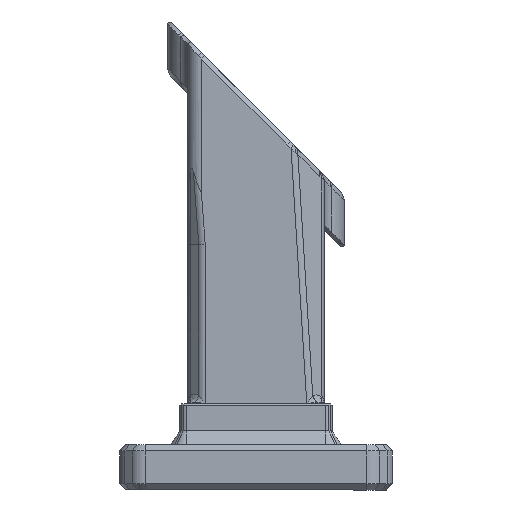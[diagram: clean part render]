
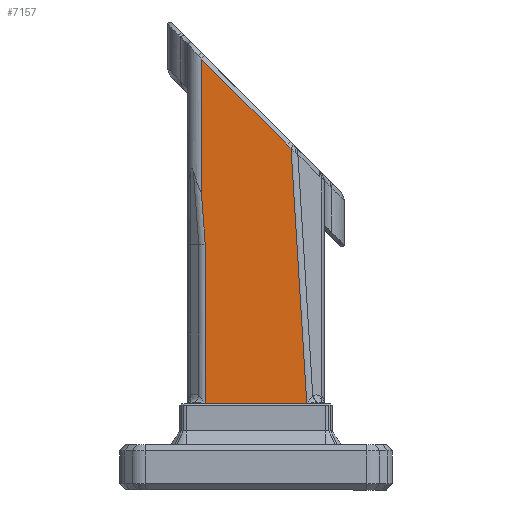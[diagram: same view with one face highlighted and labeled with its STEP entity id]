
A CAD part, left-side view. The second image highlights one B-rep face of the part: STEP entity #7157.
In plain terms, the highlighted planar face has unit normal (-1, 0, 0).
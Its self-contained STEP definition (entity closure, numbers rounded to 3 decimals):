
#107=B_SPLINE_CURVE_WITH_KNOTS('',3,(#10882,#10883,#10884,#10885,#10886,
#10887,#10888),.UNSPECIFIED.,.F.,.F.,(4,1,1,1,4),(0.,0.006,
0.013,0.039,0.091),.UNSPECIFIED.);
#108=B_SPLINE_CURVE_WITH_KNOTS('',3,(#10890,#10891,#10892,#10893),
 .UNSPECIFIED.,.F.,.F.,(4,4),(0.,0.01),
 .UNSPECIFIED.);
#109=B_SPLINE_CURVE_WITH_KNOTS('',3,(#10895,#10896,#10897,#10898,#10899,
#10900,#10901,#10902,#10903,#10904,#10905,#10906,#10907),.UNSPECIFIED.,
 .F.,.F.,(4,2,1,1,1,1,1,1,1,4),(-0.001,0.,0.038,
0.077,0.115,0.153,0.173,
0.182,0.187,0.192),.UNSPECIFIED.);
#110=B_SPLINE_CURVE_WITH_KNOTS('',3,(#10911,#10912,#10913,#10914),
 .UNSPECIFIED.,.F.,.F.,(4,4),(-1.571,-1.203),
 .UNSPECIFIED.);
#111=B_SPLINE_CURVE_WITH_KNOTS('',3,(#10924,#10925,#10926,#10927,#10928,
#10929,#10930,#10931,#10932,#10933,#10934,#10935,#10936),.UNSPECIFIED.,
 .F.,.F.,(4,1,1,1,1,1,1,1,2,4),(0.,0.005,0.01,
0.02,0.041,0.082,0.123,
0.164,0.205,0.206),.UNSPECIFIED.);
#112=B_SPLINE_CURVE_WITH_KNOTS('',3,(#10937,#10938,#10939,#10940,#10941,
#10942,#10943,#10944,#10945,#10946),.UNSPECIFIED.,.F.,.F.,(4,1,1,1,1,1,
1,4),(0.063,0.088,0.113,0.125,
0.138,0.144,0.147,0.15),
 .UNSPECIFIED.);
#1037=FACE_OUTER_BOUND('',#1476,.T.);
#1476=EDGE_LOOP('',(#5323,#5324,#5325,#5326,#5327,#5328,#5329,#5330,#5331,
#5332,#5333,#5334,#5335,#5336));
#1989=LINE('',#10867,#2531);
#1991=LINE('',#10874,#2533);
#1993=LINE('',#10880,#2535);
#1994=LINE('',#10909,#2536);
#1995=LINE('',#10916,#2537);
#1996=LINE('',#10918,#2538);
#1997=LINE('',#10920,#2539);
#1998=LINE('',#10922,#2540);
#2531=VECTOR('',#8842,10.);
#2533=VECTOR('',#8852,10.);
#2535=VECTOR('',#8858,10.);
#2536=VECTOR('',#8859,10.);
#2537=VECTOR('',#8860,10.);
#2538=VECTOR('',#8861,3.);
#2539=VECTOR('',#8862,10.);
#2540=VECTOR('',#8863,10.);
#3054=VERTEX_POINT('',#10859);
#3056=VERTEX_POINT('',#10865);
#3057=VERTEX_POINT('',#10873);
#3059=VERTEX_POINT('',#10879);
#3060=VERTEX_POINT('',#10881);
#3061=VERTEX_POINT('',#10889);
#3062=VERTEX_POINT('',#10894);
#3063=VERTEX_POINT('',#10908);
#3064=VERTEX_POINT('',#10910);
#3065=VERTEX_POINT('',#10915);
#3066=VERTEX_POINT('',#10917);
#3067=VERTEX_POINT('',#10919);
#3068=VERTEX_POINT('',#10921);
#3069=VERTEX_POINT('',#10923);
#3886=EDGE_CURVE('',#3056,#3054,#1989,.T.);
#3890=EDGE_CURVE('',#3054,#3057,#1991,.T.);
#3893=EDGE_CURVE('',#3059,#3056,#1993,.T.);
#3894=EDGE_CURVE('',#3060,#3059,#107,.T.);
#3895=EDGE_CURVE('',#3061,#3060,#108,.T.);
#3896=EDGE_CURVE('',#3062,#3061,#109,.T.);
#3897=EDGE_CURVE('',#3063,#3062,#1994,.T.);
#3898=EDGE_CURVE('',#3064,#3063,#110,.T.);
#3899=EDGE_CURVE('',#3065,#3064,#1995,.T.);
#3900=EDGE_CURVE('',#3066,#3065,#1996,.T.);
#3901=EDGE_CURVE('',#3067,#3066,#1997,.T.);
#3902=EDGE_CURVE('',#3068,#3067,#1998,.T.);
#3903=EDGE_CURVE('',#3069,#3068,#111,.T.);
#3904=EDGE_CURVE('',#3057,#3069,#112,.T.);
#5323=ORIENTED_EDGE('',*,*,#3886,.F.);
#5324=ORIENTED_EDGE('',*,*,#3893,.F.);
#5325=ORIENTED_EDGE('',*,*,#3894,.F.);
#5326=ORIENTED_EDGE('',*,*,#3895,.F.);
#5327=ORIENTED_EDGE('',*,*,#3896,.F.);
#5328=ORIENTED_EDGE('',*,*,#3897,.F.);
#5329=ORIENTED_EDGE('',*,*,#3898,.F.);
#5330=ORIENTED_EDGE('',*,*,#3899,.F.);
#5331=ORIENTED_EDGE('',*,*,#3900,.F.);
#5332=ORIENTED_EDGE('',*,*,#3901,.F.);
#5333=ORIENTED_EDGE('',*,*,#3902,.F.);
#5334=ORIENTED_EDGE('',*,*,#3903,.F.);
#5335=ORIENTED_EDGE('',*,*,#3904,.F.);
#5336=ORIENTED_EDGE('',*,*,#3890,.F.);
#6924=PLANE('',#7728);
#7157=ADVANCED_FACE('',(#1037),#6924,.T.);
#7728=AXIS2_PLACEMENT_3D('',#10878,#8856,#8857);
#8842=DIRECTION('',(0.,1.,0.));
#8852=DIRECTION('',(0.,0.,1.));
#8856=DIRECTION('center_axis',(-1.,0.,0.));
#8857=DIRECTION('ref_axis',(0.,-1.,0.));
#8858=DIRECTION('',(0.,0.,-1.));
#8859=DIRECTION('',(0.,-0.062,-0.998));
#8860=DIRECTION('',(0.,-0.707,-0.707));
#8861=DIRECTION('',(0.,0.,1.));
#8862=DIRECTION('',(0.,0.074,0.997));
#8863=DIRECTION('',(0.,0.,1.));
#10859=CARTESIAN_POINT('',(-75.941,-63.361,-3.096));
#10865=CARTESIAN_POINT('',(-75.941,-91.361,-3.096));
#10867=CARTESIAN_POINT('',(-75.941,-84.861,-3.096));
#10873=CARTESIAN_POINT('',(-75.941,-63.361,5.375));
#10874=CARTESIAN_POINT('',(-75.941,-63.361,86.304));
#10878=CARTESIAN_POINT('Origin',(-75.941,-92.361,86.304));
#10879=CARTESIAN_POINT('',(-75.941,-91.361,5.347));
#10880=CARTESIAN_POINT('',(-75.941,-91.361,86.304));
#10881=CARTESIAN_POINT('',(-75.941,-90.51,5.662));
#10882=CARTESIAN_POINT('Ctrl Pts',(-75.941,-90.51,
5.662));
#10883=CARTESIAN_POINT('Ctrl Pts',(-75.941,-90.53,
5.655));
#10884=CARTESIAN_POINT('Ctrl Pts',(-75.941,-90.57,
5.639));
#10885=CARTESIAN_POINT('Ctrl Pts',(-75.941,-90.691,
5.591));
#10886=CARTESIAN_POINT('Ctrl Pts',(-75.941,-90.951,
5.485));
#10887=CARTESIAN_POINT('Ctrl Pts',(-75.941,-91.196,5.398));
#10888=CARTESIAN_POINT('Ctrl Pts',(-75.941,-91.361,
5.347));
#10889=CARTESIAN_POINT('',(-75.941,-90.414,5.698));
#10890=CARTESIAN_POINT('Ctrl Pts',(-75.941,-90.414,
5.698));
#10891=CARTESIAN_POINT('Ctrl Pts',(-75.941,-90.446,
5.686));
#10892=CARTESIAN_POINT('Ctrl Pts',(-75.941,-90.478,
5.674));
#10893=CARTESIAN_POINT('Ctrl Pts',(-75.941,-90.51,
5.662));
#10894=CARTESIAN_POINT('',(-75.941,-88.53,6.104));
#10895=CARTESIAN_POINT('Ctrl Pts',(-75.941,-88.53,
6.104));
#10896=CARTESIAN_POINT('Ctrl Pts',(-75.941,-88.533,
6.103));
#10897=CARTESIAN_POINT('Ctrl Pts',(-75.941,-88.537,
6.102));
#10898=CARTESIAN_POINT('Ctrl Pts',(-75.941,-88.667,
6.079));
#10899=CARTESIAN_POINT('Ctrl Pts',(-75.941,-88.918,
6.034));
#10900=CARTESIAN_POINT('Ctrl Pts',(-75.941,-89.295,5.963));
#10901=CARTESIAN_POINT('Ctrl Pts',(-75.941,-89.671,
5.889));
#10902=CARTESIAN_POINT('Ctrl Pts',(-75.941,-89.984,
5.82));
#10903=CARTESIAN_POINT('Ctrl Pts',(-75.941,-90.201,
5.764));
#10904=CARTESIAN_POINT('Ctrl Pts',(-75.941,-90.308,
5.733));
#10905=CARTESIAN_POINT('Ctrl Pts',(-75.941,-90.369,
5.714));
#10906=CARTESIAN_POINT('Ctrl Pts',(-75.941,-90.399,
5.703));
#10907=CARTESIAN_POINT('Ctrl Pts',(-75.941,-90.414,
5.698));
#10908=CARTESIAN_POINT('',(-75.941,-85.066,62.198));
#10909=CARTESIAN_POINT('',(-75.941,-83.606,85.848));
#10910=CARTESIAN_POINT('',(-75.941,-84.267,62.983));
#10911=CARTESIAN_POINT('Ctrl Pts',(-75.941,-84.267,
62.983));
#10912=CARTESIAN_POINT('Ctrl Pts',(-75.941,-84.529,62.721));
#10913=CARTESIAN_POINT('Ctrl Pts',(-75.941,-84.787,
62.458));
#10914=CARTESIAN_POINT('Ctrl Pts',(-75.941,-85.066,
62.198));
#10915=CARTESIAN_POINT('',(-75.941,-65.361,81.889));
#10916=CARTESIAN_POINT('',(-75.941,-84.154,63.097));
#10917=CARTESIAN_POINT('',(-75.941,-65.361,52.334));
#10918=CARTESIAN_POINT('',(-75.941,-65.361,86.304));
#10919=CARTESIAN_POINT('',(-75.941,-66.189,41.156));
#10920=CARTESIAN_POINT('',(-75.941,-62.924,85.209));
#10921=CARTESIAN_POINT('',(-75.941,-66.189,6.104));
#10922=CARTESIAN_POINT('',(-75.941,-66.189,86.304));
#10923=CARTESIAN_POINT('',(-75.941,-64.172,5.688));
#10924=CARTESIAN_POINT('Ctrl Pts',(-75.941,-64.172,
5.688));
#10925=CARTESIAN_POINT('Ctrl Pts',(-75.941,-64.188,
5.694));
#10926=CARTESIAN_POINT('Ctrl Pts',(-75.941,-64.22,
5.705));
#10927=CARTESIAN_POINT('Ctrl Pts',(-75.941,-64.285,
5.725));
#10928=CARTESIAN_POINT('Ctrl Pts',(-75.941,-64.401,
5.757));
#10929=CARTESIAN_POINT('Ctrl Pts',(-75.941,-64.633,
5.814));
#10930=CARTESIAN_POINT('Ctrl Pts',(-75.941,-64.966,
5.885));
#10931=CARTESIAN_POINT('Ctrl Pts',(-75.941,-65.369,
5.961));
#10932=CARTESIAN_POINT('Ctrl Pts',(-75.941,-65.773,6.032));
#10933=CARTESIAN_POINT('Ctrl Pts',(-75.941,-66.043,6.079));
#10934=CARTESIAN_POINT('Ctrl Pts',(-75.941,-66.181,
6.102));
#10935=CARTESIAN_POINT('Ctrl Pts',(-75.941,-66.185,6.103));
#10936=CARTESIAN_POINT('Ctrl Pts',(-75.941,-66.189,
6.104));
#10937=CARTESIAN_POINT('Ctrl Pts',(-75.941,-63.361,
5.375));
#10938=CARTESIAN_POINT('Ctrl Pts',(-75.941,-63.439,
5.401));
#10939=CARTESIAN_POINT('Ctrl Pts',(-75.941,-63.595,
5.457));
#10940=CARTESIAN_POINT('Ctrl Pts',(-75.941,-63.788,
5.532));
#10941=CARTESIAN_POINT('Ctrl Pts',(-75.941,-63.941,
5.595));
#10942=CARTESIAN_POINT('Ctrl Pts',(-75.941,-64.037,
5.635));
#10943=CARTESIAN_POINT('Ctrl Pts',(-75.941,-64.104,
5.662));
#10944=CARTESIAN_POINT('Ctrl Pts',(-75.941,-64.143,
5.677));
#10945=CARTESIAN_POINT('Ctrl Pts',(-75.941,-64.162,
5.685));
#10946=CARTESIAN_POINT('Ctrl Pts',(-75.941,-64.172,
5.688));
